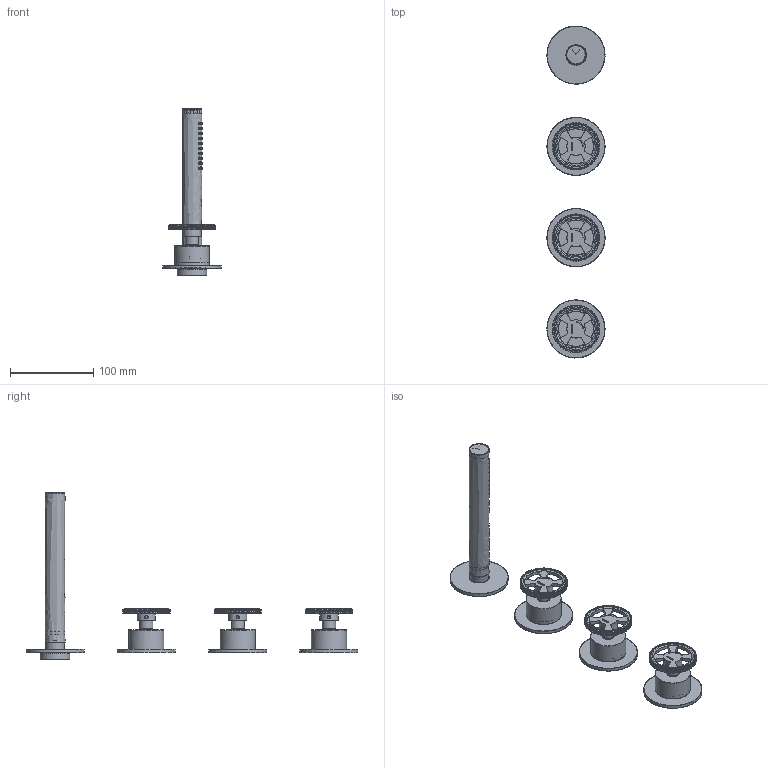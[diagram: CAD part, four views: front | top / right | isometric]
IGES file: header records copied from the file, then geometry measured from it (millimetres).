
Start section: C
Global section: file name: CW174-00.igs; native system: By Siemens PLM Incorporated; preprocessor: XPlus GENERIC/IGES 26.1.183; author: Author; organization: Title; date: 20250325.172519; units: millimetre
Bounding box: 70 x 399.97 x 200.85 mm (x, y, z)
Volume: 119308.3 mm3; surface area: 123781.9 mm2
Topology: 20 solids, 20 shells, 5973 faces, 14442 edges, 8607 vertices
Faces by surface type: bspline 5973
